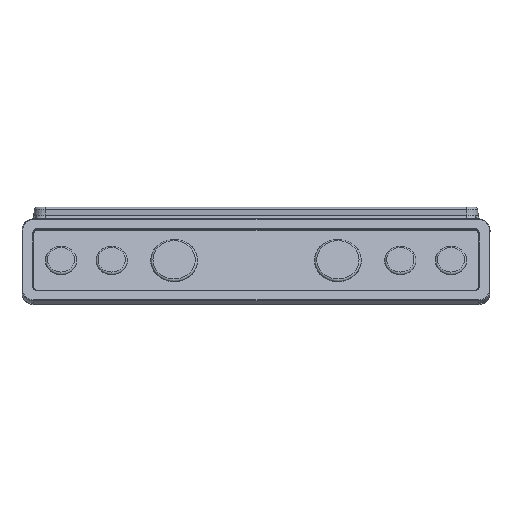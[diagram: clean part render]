
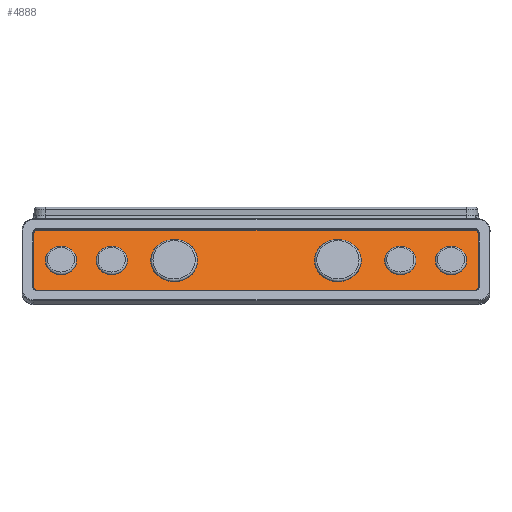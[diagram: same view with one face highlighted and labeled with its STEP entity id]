
A CAD part, top view. The second image highlights one B-rep face of the part: STEP entity #4888.
In plain terms, the highlighted planar face has unit normal (0, 0.423, 0.906).
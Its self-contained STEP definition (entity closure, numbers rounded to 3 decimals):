
#105=FACE_BOUND('',#842,.T.);
#106=FACE_BOUND('',#843,.T.);
#107=FACE_BOUND('',#844,.T.);
#108=FACE_BOUND('',#845,.T.);
#109=FACE_BOUND('',#846,.T.);
#110=FACE_BOUND('',#847,.T.);
#144=PLANE('',#5324);
#510=FACE_OUTER_BOUND('',#841,.T.);
#841=EDGE_LOOP('',(#3578,#3579,#3580,#3581,#3582,#3583,#3584,#3585));
#842=EDGE_LOOP('',(#3586));
#843=EDGE_LOOP('',(#3587));
#844=EDGE_LOOP('',(#3588));
#845=EDGE_LOOP('',(#3589));
#846=EDGE_LOOP('',(#3590));
#847=EDGE_LOOP('',(#3591));
#1222=LINE('',#7763,#1564);
#1228=LINE('',#7785,#1570);
#1231=LINE('',#7793,#1573);
#1235=LINE('',#7804,#1577);
#1564=VECTOR('',#6110,1000.);
#1570=VECTOR('',#6132,1000.);
#1573=VECTOR('',#6141,1000.);
#1577=VECTOR('',#6155,1000.);
#1850=CIRCLE('',#5241,6.);
#1852=CIRCLE('',#5244,4.);
#1854=CIRCLE('',#5247,4.);
#1856=CIRCLE('',#5250,6.);
#1858=CIRCLE('',#5253,4.);
#1860=CIRCLE('',#5256,4.);
#1892=CIRCLE('',#5314,1.05);
#1893=CIRCLE('',#5317,1.05);
#1894=CIRCLE('',#5320,1.05);
#1895=CIRCLE('',#5322,1.05);
#2147=VERTEX_POINT('',#7496);
#2149=VERTEX_POINT('',#7502);
#2151=VERTEX_POINT('',#7508);
#2153=VERTEX_POINT('',#7514);
#2155=VERTEX_POINT('',#7520);
#2157=VERTEX_POINT('',#7526);
#2222=VERTEX_POINT('',#7760);
#2223=VERTEX_POINT('',#7762);
#2230=VERTEX_POINT('',#7780);
#2231=VERTEX_POINT('',#7784);
#2232=VERTEX_POINT('',#7788);
#2233=VERTEX_POINT('',#7792);
#2234=VERTEX_POINT('',#7796);
#2235=VERTEX_POINT('',#7800);
#2615=EDGE_CURVE('',#2147,#2147,#1850,.T.);
#2618=EDGE_CURVE('',#2149,#2149,#1852,.T.);
#2621=EDGE_CURVE('',#2151,#2151,#1854,.T.);
#2624=EDGE_CURVE('',#2153,#2153,#1856,.T.);
#2627=EDGE_CURVE('',#2155,#2155,#1858,.T.);
#2630=EDGE_CURVE('',#2157,#2157,#1860,.T.);
#2725=EDGE_CURVE('',#2222,#2223,#1222,.T.);
#2734=EDGE_CURVE('',#2223,#2230,#1892,.T.);
#2736=EDGE_CURVE('',#2230,#2231,#1228,.T.);
#2738=EDGE_CURVE('',#2231,#2232,#1893,.T.);
#2740=EDGE_CURVE('',#2232,#2233,#1231,.T.);
#2742=EDGE_CURVE('',#2233,#2234,#1894,.T.);
#2745=EDGE_CURVE('',#2235,#2222,#1895,.T.);
#2746=EDGE_CURVE('',#2234,#2235,#1235,.T.);
#3578=ORIENTED_EDGE('',*,*,#2745,.F.);
#3579=ORIENTED_EDGE('',*,*,#2746,.F.);
#3580=ORIENTED_EDGE('',*,*,#2742,.F.);
#3581=ORIENTED_EDGE('',*,*,#2740,.F.);
#3582=ORIENTED_EDGE('',*,*,#2738,.F.);
#3583=ORIENTED_EDGE('',*,*,#2736,.F.);
#3584=ORIENTED_EDGE('',*,*,#2734,.F.);
#3585=ORIENTED_EDGE('',*,*,#2725,.F.);
#3586=ORIENTED_EDGE('',*,*,#2615,.F.);
#3587=ORIENTED_EDGE('',*,*,#2621,.F.);
#3588=ORIENTED_EDGE('',*,*,#2618,.F.);
#3589=ORIENTED_EDGE('',*,*,#2624,.F.);
#3590=ORIENTED_EDGE('',*,*,#2627,.F.);
#3591=ORIENTED_EDGE('',*,*,#2630,.F.);
#4888=ADVANCED_FACE('',(#510,#105,#106,#107,#108,#109,#110),#144,.T.);
#5241=AXIS2_PLACEMENT_3D('',#7498,#5910,#5911);
#5244=AXIS2_PLACEMENT_3D('',#7504,#5917,#5918);
#5247=AXIS2_PLACEMENT_3D('',#7510,#5924,#5925);
#5250=AXIS2_PLACEMENT_3D('',#7516,#5931,#5932);
#5253=AXIS2_PLACEMENT_3D('',#7522,#5938,#5939);
#5256=AXIS2_PLACEMENT_3D('',#7528,#5945,#5946);
#5314=AXIS2_PLACEMENT_3D('',#7781,#6127,#6128);
#5317=AXIS2_PLACEMENT_3D('',#7789,#6136,#6137);
#5320=AXIS2_PLACEMENT_3D('',#7797,#6145,#6146);
#5322=AXIS2_PLACEMENT_3D('',#7802,#6151,#6152);
#5324=AXIS2_PLACEMENT_3D('',#7805,#6156,#6157);
#5910=DIRECTION('center_axis',(0.,0.423,0.906));
#5911=DIRECTION('ref_axis',(0.,-0.906,0.423));
#5917=DIRECTION('center_axis',(0.,0.423,0.906));
#5918=DIRECTION('ref_axis',(0.,-0.906,0.423));
#5924=DIRECTION('center_axis',(0.,0.423,0.906));
#5925=DIRECTION('ref_axis',(0.,-0.906,0.423));
#5931=DIRECTION('center_axis',(0.,0.423,0.906));
#5932=DIRECTION('ref_axis',(0.,-0.906,0.423));
#5938=DIRECTION('center_axis',(0.,0.423,0.906));
#5939=DIRECTION('ref_axis',(0.,-0.906,0.423));
#5945=DIRECTION('center_axis',(0.,0.423,0.906));
#5946=DIRECTION('ref_axis',(0.,-0.906,0.423));
#6110=DIRECTION('',(1.,0.,0.));
#6127=DIRECTION('center_axis',(0.,-0.423,-0.906));
#6128=DIRECTION('ref_axis',(0.,-0.906,0.423));
#6132=DIRECTION('',(0.,-0.906,0.423));
#6136=DIRECTION('center_axis',(0.,-0.423,-0.906));
#6137=DIRECTION('ref_axis',(0.,-0.906,0.423));
#6141=DIRECTION('',(-1.,0.,0.));
#6145=DIRECTION('center_axis',(0.,-0.423,-0.906));
#6146=DIRECTION('ref_axis',(0.,-0.906,0.423));
#6151=DIRECTION('center_axis',(0.,-0.423,-0.906));
#6152=DIRECTION('ref_axis',(0.,-0.906,0.423));
#6155=DIRECTION('',(0.,0.906,-0.423));
#6156=DIRECTION('center_axis',(0.,0.423,0.906));
#6157=DIRECTION('ref_axis',(0.,-0.906,0.423));
#7496=CARTESIAN_POINT('',(21.,16.755,14.135));
#7498=CARTESIAN_POINT('Origin',(21.,11.317,16.671));
#7502=CARTESIAN_POINT('',(37.,14.942,14.981));
#7504=CARTESIAN_POINT('Origin',(37.,11.317,16.671));
#7508=CARTESIAN_POINT('',(50.,14.942,14.981));
#7510=CARTESIAN_POINT('Origin',(50.,11.317,16.671));
#7514=CARTESIAN_POINT('',(-21.,16.755,14.135));
#7516=CARTESIAN_POINT('Origin',(-21.,11.317,16.671));
#7520=CARTESIAN_POINT('',(-37.,14.942,14.981));
#7522=CARTESIAN_POINT('Origin',(-37.,11.317,16.671));
#7526=CARTESIAN_POINT('',(-50.,14.942,14.981));
#7528=CARTESIAN_POINT('Origin',(-50.,11.317,16.671));
#7760=CARTESIAN_POINT('',(-56.,19.115,13.035));
#7762=CARTESIAN_POINT('',(56.,19.115,13.035));
#7763=CARTESIAN_POINT('',(56.,19.115,13.035));
#7780=CARTESIAN_POINT('',(57.05,18.163,13.479));
#7781=CARTESIAN_POINT('Origin',(56.,18.163,13.479));
#7784=CARTESIAN_POINT('',(57.05,4.47,19.864));
#7785=CARTESIAN_POINT('',(57.05,4.47,19.864));
#7788=CARTESIAN_POINT('',(56.,3.519,20.307));
#7789=CARTESIAN_POINT('Origin',(56.,4.47,19.864));
#7792=CARTESIAN_POINT('',(-56.,3.519,20.307));
#7793=CARTESIAN_POINT('',(-56.,3.519,20.307));
#7796=CARTESIAN_POINT('',(-57.05,4.47,19.864));
#7797=CARTESIAN_POINT('Origin',(-56.,4.47,19.864));
#7800=CARTESIAN_POINT('',(-57.05,18.163,13.479));
#7802=CARTESIAN_POINT('Origin',(-56.,18.163,13.479));
#7804=CARTESIAN_POINT('',(-57.05,18.163,13.479));
#7805=CARTESIAN_POINT('Origin',(57.,18.789,13.187));
